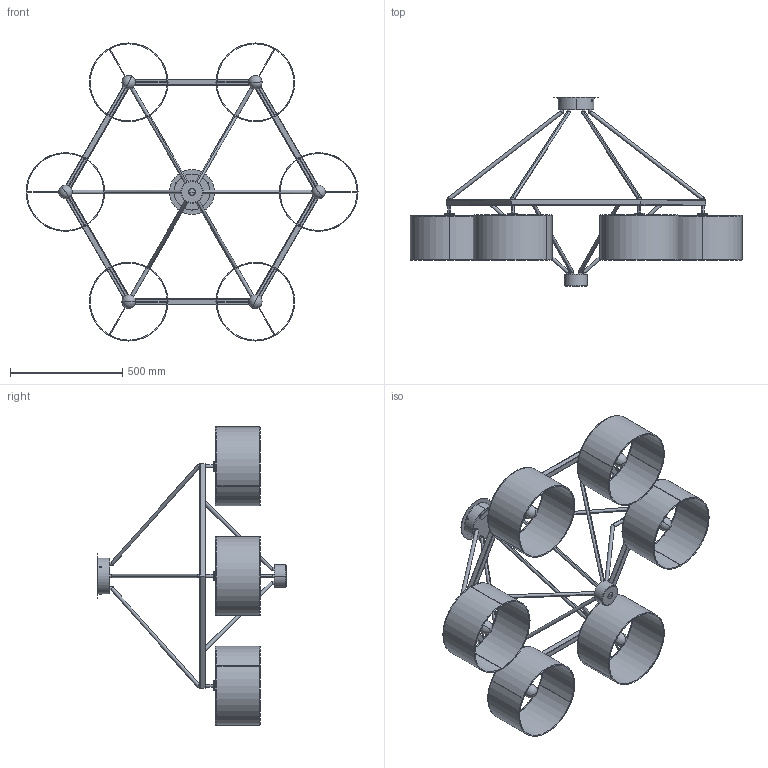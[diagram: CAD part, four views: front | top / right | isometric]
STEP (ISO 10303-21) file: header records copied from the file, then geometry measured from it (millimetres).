
FILE_DESCRIPTION (( 'STEP AP203' ), '1' );
FILE_NAME ('DM 87 6._exported.step', '2025-02-09T07:10:36', ( '' ), ( '' ), 'SwSTEP 2.0', 'SolidWorks 2023', '' );
FILE_SCHEMA (( 'CONFIG_CONTROL_DESIGN' ));
Length unit declared in the file: millimetre
Products named in the file (1): DM 87 6._exported
Bounding box: 1475.7 x 840 x 1324.89 mm (x, y, z)
Surface area: 3748843.6 mm2 (no closed solid volume)
Topology: 0 solids, 73 shells, 509 faces, 1637 edges, 1131 vertices
Faces by surface type: cylinder 248, torus 150, bspline 40, plane 39, sphere 20, cone 12
Entity records: 25922 total; most frequent: CARTESIAN_POINT 11864, DIRECTION 3203, ORIENTED_EDGE 2570, EDGE_CURVE 1607, AXIS2_PLACEMENT_3D 1368, VERTEX_POINT 1113, CIRCLE 898, EDGE_LOOP 568
